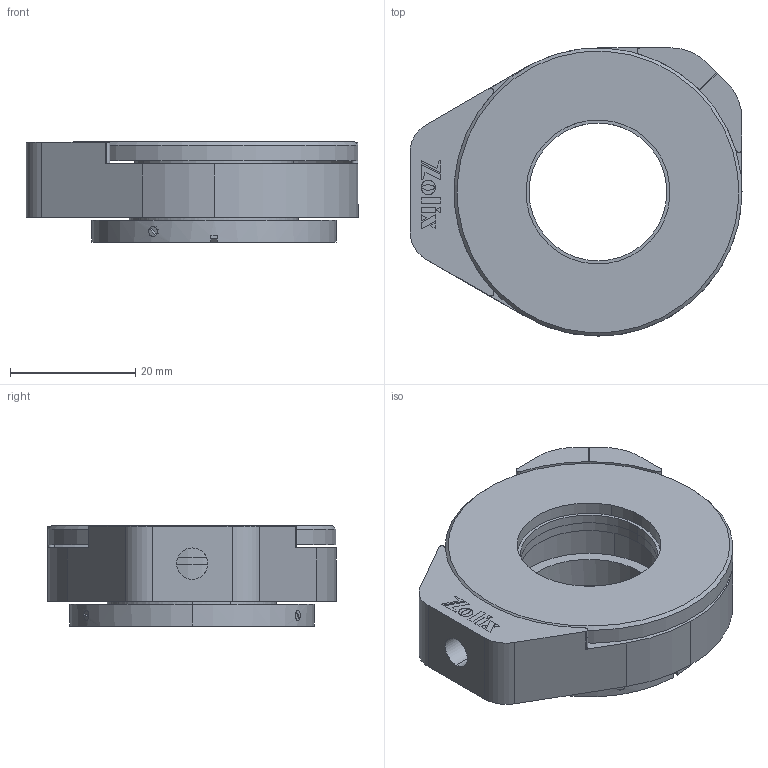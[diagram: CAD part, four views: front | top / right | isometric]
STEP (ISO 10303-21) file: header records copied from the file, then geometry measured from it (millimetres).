
FILE_DESCRIPTION (( 'STEP AP203' ), '1' );
FILE_NAME ('NMPO25.4-R.STEP', '2019-11-19T07:09:11', ( '' ), ( '' ), 'SwSTEP 2.0', 'SolidWorks 2016', '' );
FILE_SCHEMA (( 'CONFIG_CONTROL_DESIGN' ));
Length unit declared in the file: millimetre
Products named in the file (1): NMPO25.4-R
Bounding box: 53.01 x 46.01 x 16 mm (x, y, z)
Surface area: 11103.9 mm2 (no closed solid volume)
Topology: 0 solids, 21 shells, 144 faces, 683 edges, 554 vertices
Faces by surface type: plane 76, cylinder 50, cone 18
Entity records: 7215 total; most frequent: CARTESIAN_POINT 1652, DIRECTION 1121, ORIENTED_EDGE 969, EDGE_CURVE 681, VERTEX_POINT 554, LINE 467, VECTOR 467, AXIS2_PLACEMENT_3D 327
